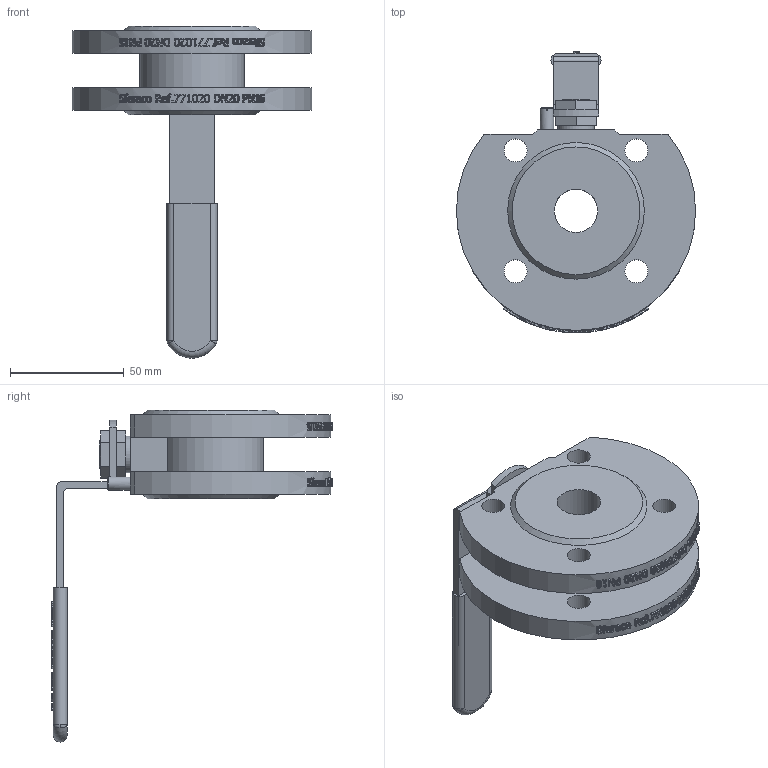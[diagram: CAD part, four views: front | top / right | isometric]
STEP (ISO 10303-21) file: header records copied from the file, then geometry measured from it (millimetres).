
FILE_DESCRIPTION(/* description */ ('771020'),/* implementation_level */ '2;1');
FILE_NAME(/* name */ '771020_new.stp',/* time_stamp */ '2021-10-05T13:49:33+02:00',/* author */ ('jmorand'),/* organization */ ('Sferaco'),/* preprocessor_version */ 'ST-DEVELOPER v18.1',/* originating_system */ 'Autodesk Inventor 2021',/* authorisation */ '');
FILE_SCHEMA (('AUTOMOTIVE_DESIGN { 1 0 10303 214 3 1 1 }'));
Products named in the file (1): 771020_ens_new_Shrinkwrap_1
Bounding box: 105 x 123.7 x 145.69 mm (x, y, z)
Volume: 193027.4 mm3; surface area: 57491.1 mm2
Topology: 8 solids, 8 shells, 1272 faces, 3435 edges, 2292 vertices
Faces by surface type: bspline 596, plane 557, cylinder 105, cone 9, sphere 4, torus 1
Full cylindrical faces by diameter (mm): 4.134 x4, 5 x1, 6 x1, 10.106 x10, 12 x1, 12.5 x1, 16 x2, 19 x1
Entity records: 52877 total; most frequent: CARTESIAN_POINT 23193, ORIENTED_EDGE 6862, DIRECTION 4003, EDGE_CURVE 3431, VERTEX_POINT 2292, LINE 1821, VECTOR 1821, EDGE_LOOP 1415
